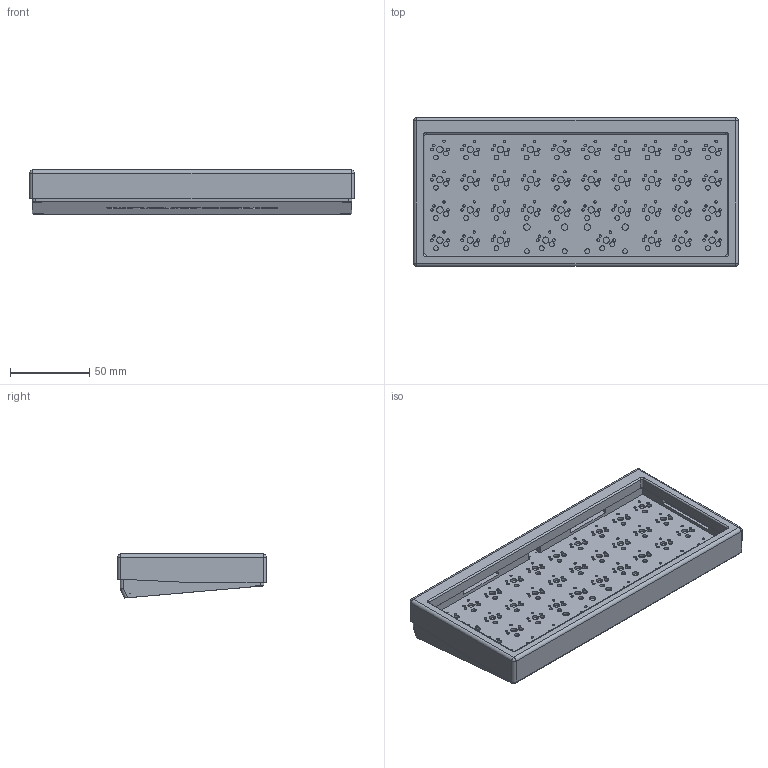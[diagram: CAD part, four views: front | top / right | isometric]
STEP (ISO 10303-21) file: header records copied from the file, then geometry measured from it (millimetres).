
FILE_DESCRIPTION(/* description */ (''),/* implementation_level */ '2;1');
FILE_NAME(/* name */ 'endeavourcase v32.step',/* time_stamp */ '2021-12-13T14:55:44+01:00',/* author */ (''),/* organization */ (''),/* preprocessor_version */ 'ST-DEVELOPER v18.1',/* originating_system */ 'Autodesk Translation Framework v10.10.0.1391',/* authorisation */ '');
FILE_SCHEMA (('AUTOMOTIVE_DESIGN { 1 0 10303 214 3 1 1 }'));
Length unit declared in the file: millimetre
Products named in the file (4): endeavourcase; endeavourpcb; COMPOUND; DX07S024JJ2R1300
Assembly tree (3 placements, depth 3):
  endeavourcase
    endeavourpcb
      COMPOUND
    DX07S024JJ2R1300
Bounding box: 204.5 x 93.7 x 27.8 mm (x, y, z)
Volume: 200486 mm3; surface area: 111701.1 mm2
Topology: 4 solids, 4 shells, 1417 faces, 3977 edges, 2580 vertices
Faces by surface type: plane 742, cylinder 557, bspline 58, cone 28, sphere 18, torus 14
Full cylindrical faces by diameter (mm): 0.65 x2, 1.499 x76, 1.702 x76, 2.8 x5, 3 x76, 3.048 x4, 3.2 x4, 3.988 x42, 6.2 x4
Entity records: 48828 total; most frequent: CARTESIAN_POINT 10374, ORIENTED_EDGE 7938, DIRECTION 7739, EDGE_CURVE 3969, LINE 2653, VECTOR 2653, VERTEX_POINT 2588, AXIS2_PLACEMENT_3D 2543
